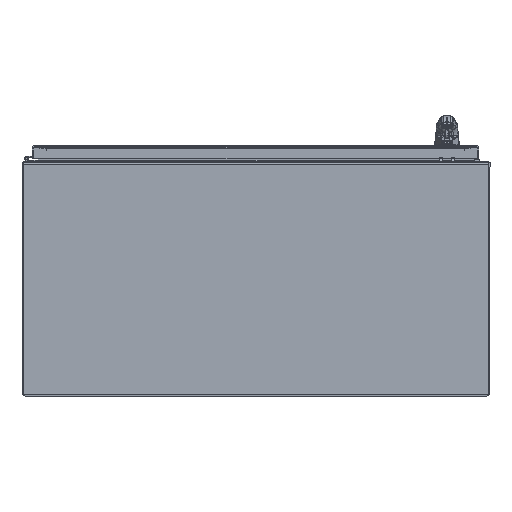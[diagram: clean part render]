
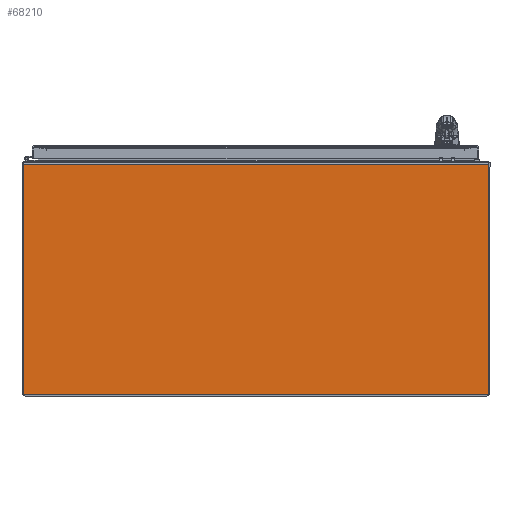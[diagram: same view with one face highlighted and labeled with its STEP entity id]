
A CAD part, front view. The second image highlights one B-rep face of the part: STEP entity #68210.
In plain terms, the highlighted face is planar.
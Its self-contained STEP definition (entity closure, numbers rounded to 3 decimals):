
#9295=PLANE('',#72053);
#10479=FACE_OUTER_BOUND('',#13431,.T.);
#13431=EDGE_LOOP('',(#50757,#50758,#50759,#50760));
#20234=LINE('',#96736,#25352);
#20240=LINE('',#96754,#25358);
#20243=LINE('',#96760,#25361);
#20244=LINE('',#96761,#25362);
#25352=VECTOR('',#78871,0.394);
#25358=VECTOR('',#78895,0.394);
#25361=VECTOR('',#78900,0.394);
#25362=VECTOR('',#78901,0.394);
#30394=VERTEX_POINT('',#96733);
#30395=VERTEX_POINT('',#96735);
#30398=VERTEX_POINT('',#96753);
#30400=VERTEX_POINT('',#96759);
#39788=EDGE_CURVE('',#30395,#30394,#20234,.T.);
#39797=EDGE_CURVE('',#30395,#30398,#20240,.T.);
#39800=EDGE_CURVE('',#30400,#30394,#20243,.T.);
#39801=EDGE_CURVE('',#30398,#30400,#20244,.T.);
#50757=ORIENTED_EDGE('',*,*,#39788,.T.);
#50758=ORIENTED_EDGE('',*,*,#39800,.F.);
#50759=ORIENTED_EDGE('',*,*,#39801,.F.);
#50760=ORIENTED_EDGE('',*,*,#39797,.F.);
#68210=ADVANCED_FACE('',(#10479),#9295,.T.);
#72053=AXIS2_PLACEMENT_3D('',#96758,#78898,#78899);
#78871=DIRECTION('',(1.,0.,0.));
#78895=DIRECTION('',(0.,1.,0.));
#78898=DIRECTION('center_axis',(0.,0.,1.));
#78899=DIRECTION('ref_axis',(1.,0.,0.));
#78900=DIRECTION('',(0.,-1.,0.));
#78901=DIRECTION('',(1.,0.,0.));
#96733=CARTESIAN_POINT('',(17.959,-8.766,0.104));
#96735=CARTESIAN_POINT('',(-17.959,-8.766,0.104));
#96736=CARTESIAN_POINT('',(-8.979,-8.766,0.104));
#96753=CARTESIAN_POINT('',(-17.959,9.011,0.104));
#96754=CARTESIAN_POINT('',(-17.959,-9.011,0.104));
#96758=CARTESIAN_POINT('Origin',(0.,0.,
0.104));
#96759=CARTESIAN_POINT('',(17.959,9.01,0.104));
#96760=CARTESIAN_POINT('',(17.959,9.01,0.104));
#96761=CARTESIAN_POINT('',(-17.959,9.011,0.104));
